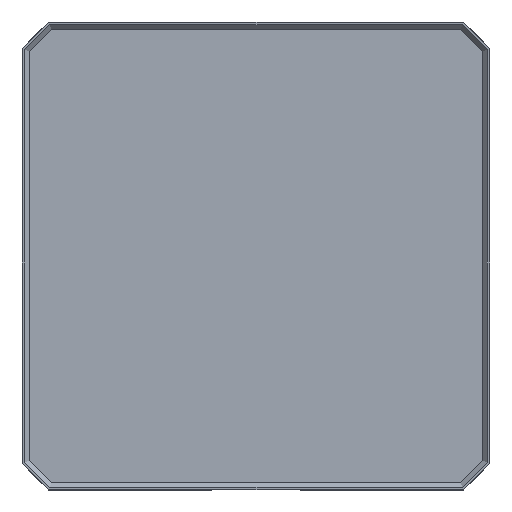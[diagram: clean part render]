
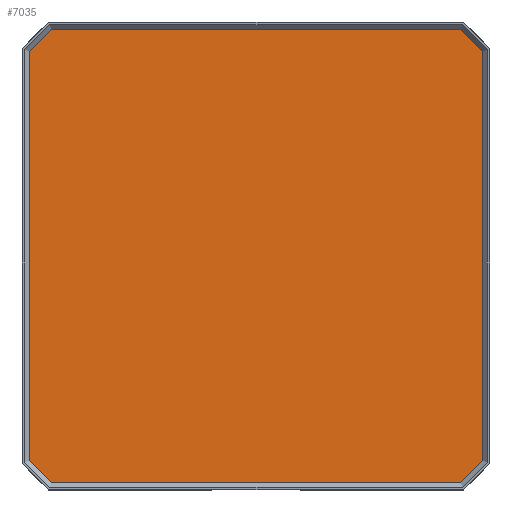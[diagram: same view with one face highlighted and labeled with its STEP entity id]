
A CAD part, top view. The second image highlights one B-rep face of the part: STEP entity #7035.
In plain terms, the highlighted planar face has unit normal (0, 0, 1).
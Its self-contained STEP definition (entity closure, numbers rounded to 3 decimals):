
#113=FACE_OUTER_BOUND('',#508,.T.);
#508=EDGE_LOOP('',(#5005,#5006,#5007,#5008,#5009,#5010,#5011,#5012));
#1082=LINE('',#10088,#2102);
#1083=LINE('',#10090,#2103);
#1084=LINE('',#10092,#2104);
#1085=LINE('',#10094,#2105);
#1086=LINE('',#10096,#2106);
#1087=LINE('',#10098,#2107);
#1088=LINE('',#10100,#2108);
#1089=LINE('',#10101,#2109);
#2102=VECTOR('',#8191,10.);
#2103=VECTOR('',#8192,10.);
#2104=VECTOR('',#8193,10.);
#2105=VECTOR('',#8194,10.);
#2106=VECTOR('',#8195,10.);
#2107=VECTOR('',#8196,10.);
#2108=VECTOR('',#8197,10.);
#2109=VECTOR('',#8198,10.);
#3033=VERTEX_POINT('',#10086);
#3034=VERTEX_POINT('',#10087);
#3035=VERTEX_POINT('',#10089);
#3036=VERTEX_POINT('',#10091);
#3037=VERTEX_POINT('',#10093);
#3038=VERTEX_POINT('',#10095);
#3039=VERTEX_POINT('',#10097);
#3040=VERTEX_POINT('',#10099);
#3754=EDGE_CURVE('',#3033,#3034,#1082,.T.);
#3755=EDGE_CURVE('',#3035,#3033,#1083,.T.);
#3756=EDGE_CURVE('',#3036,#3035,#1084,.T.);
#3757=EDGE_CURVE('',#3037,#3036,#1085,.T.);
#3758=EDGE_CURVE('',#3038,#3037,#1086,.T.);
#3759=EDGE_CURVE('',#3039,#3038,#1087,.T.);
#3760=EDGE_CURVE('',#3040,#3039,#1088,.T.);
#3761=EDGE_CURVE('',#3034,#3040,#1089,.T.);
#5005=ORIENTED_EDGE('',*,*,#3754,.F.);
#5006=ORIENTED_EDGE('',*,*,#3755,.F.);
#5007=ORIENTED_EDGE('',*,*,#3756,.F.);
#5008=ORIENTED_EDGE('',*,*,#3757,.F.);
#5009=ORIENTED_EDGE('',*,*,#3758,.F.);
#5010=ORIENTED_EDGE('',*,*,#3759,.F.);
#5011=ORIENTED_EDGE('',*,*,#3760,.F.);
#5012=ORIENTED_EDGE('',*,*,#3761,.F.);
#6640=PLANE('',#7432);
#7035=ADVANCED_FACE('',(#113),#6640,.T.);
#7432=AXIS2_PLACEMENT_3D('',#10085,#8189,#8190);
#8189=DIRECTION('center_axis',(0.,0.,1.));
#8190=DIRECTION('ref_axis',(1.,0.,0.));
#8191=DIRECTION('',(0.707,0.707,0.));
#8192=DIRECTION('',(0.,1.,0.));
#8193=DIRECTION('',(-0.707,0.707,0.));
#8194=DIRECTION('',(-1.,0.,0.));
#8195=DIRECTION('',(-0.707,-0.707,0.));
#8196=DIRECTION('',(0.,-1.,0.));
#8197=DIRECTION('',(0.707,-0.707,0.));
#8198=DIRECTION('',(1.,0.,0.));
#10085=CARTESIAN_POINT('Origin',(25.,25.,4.2));
#10086=CARTESIAN_POINT('',(-20.1,65.648,4.2));
#10087=CARTESIAN_POINT('',(-15.648,70.1,4.2));
#10088=CARTESIAN_POINT('',(-16.556,69.192,4.2));
#10089=CARTESIAN_POINT('',(-20.1,-15.648,4.2));
#10090=CARTESIAN_POINT('',(-20.1,45.614,4.2));
#10091=CARTESIAN_POINT('',(-15.648,-20.1,4.2));
#10092=CARTESIAN_POINT('',(-19.192,-16.556,4.2));
#10093=CARTESIAN_POINT('',(65.648,-20.1,4.2));
#10094=CARTESIAN_POINT('',(4.386,-20.1,4.2));
#10095=CARTESIAN_POINT('',(70.1,-15.648,4.2));
#10096=CARTESIAN_POINT('',(66.556,-19.192,4.2));
#10097=CARTESIAN_POINT('',(70.1,65.648,4.2));
#10098=CARTESIAN_POINT('',(70.1,4.386,4.2));
#10099=CARTESIAN_POINT('',(65.648,70.1,4.2));
#10100=CARTESIAN_POINT('',(69.192,66.556,4.2));
#10101=CARTESIAN_POINT('',(45.614,70.1,4.2));
